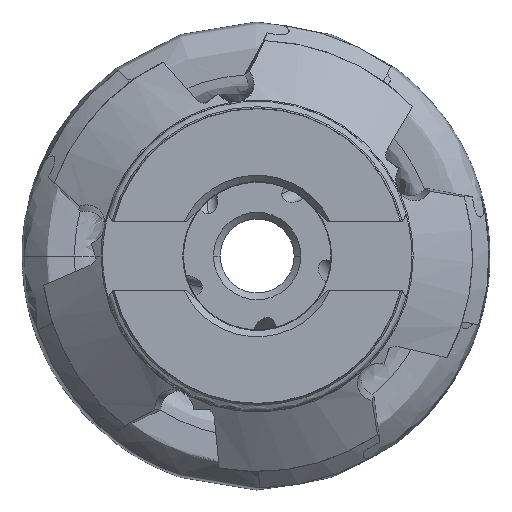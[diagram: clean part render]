
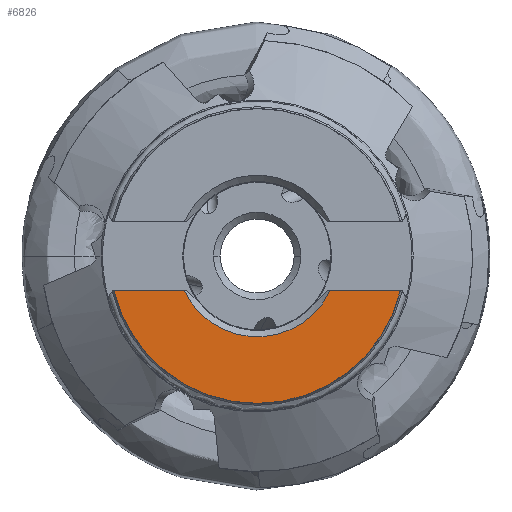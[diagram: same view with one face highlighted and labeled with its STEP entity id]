
A CAD part, left-side view. The second image highlights one B-rep face of the part: STEP entity #6826.
In plain terms, the highlighted planar face has unit normal (-1, 0, 0).
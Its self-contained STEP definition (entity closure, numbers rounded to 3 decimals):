
#470 = CARTESIAN_POINT ( 'NONE',  ( -39.1, -10.843, -5.2 ) ) ;
#624 = VERTEX_POINT ( 'NONE', #2405 ) ;
#737 = ORIENTED_EDGE ( 'NONE', *, *, #3519, .F. ) ;
#958 = VECTOR ( 'NONE', #4546, 1000. ) ;
#1269 = DIRECTION ( 'NONE',  ( -1., 0., 0. ) ) ;
#1546 = LINE ( 'NONE', #6285, #4147 ) ;
#1584 = CARTESIAN_POINT ( 'NONE',  ( -39.1, -55., -5.2 ) ) ;
#1593 = AXIS2_PLACEMENT_3D ( 'NONE', #4414, #11349, #5380 ) ;
#1595 = LINE ( 'NONE', #1584, #958 ) ;
#2405 = CARTESIAN_POINT ( 'NONE',  ( -39.1, -21.297, -5.2 ) ) ;
#2447 = CARTESIAN_POINT ( 'NONE',  ( -39.1, 21.297, -5.2 ) ) ;
#2965 = FACE_OUTER_BOUND ( 'NONE', #5672, .T. ) ;
#3519 = EDGE_CURVE ( 'NONE', #624, #10233, #9663, .T. ) ;
#4147 = VECTOR ( 'NONE', #12258, 1000. ) ;
#4414 = CARTESIAN_POINT ( 'NONE',  ( -39.1, 0., 0. ) ) ;
#4546 = DIRECTION ( 'NONE',  ( 0., 1., 0. ) ) ;
#5026 = ORIENTED_EDGE ( 'NONE', *, *, #10668, .T. ) ;
#5142 = VERTEX_POINT ( 'NONE', #470 ) ;
#5278 = DIRECTION ( 'NONE',  ( 0., -1., 0. ) ) ;
#5380 = DIRECTION ( 'NONE',  ( 0., -1., 0. ) ) ;
#5672 = EDGE_LOOP ( 'NONE', ( #5026, #5700, #7041, #737 ) ) ;
#5700 = ORIENTED_EDGE ( 'NONE', *, *, #6944, .T. ) ;
#6285 = CARTESIAN_POINT ( 'NONE',  ( -39.1, -55., -5.2 ) ) ;
#6437 = CARTESIAN_POINT ( 'NONE',  ( -39.1, 0., 0. ) ) ;
#6477 = DIRECTION ( 'NONE',  ( 1., 0., 0. ) ) ;
#6826 = ADVANCED_FACE ( 'NONE', ( #2965 ), #7140, .T. ) ;
#6944 = EDGE_CURVE ( 'NONE', #5142, #10967, #7264, .T. ) ;
#7041 = ORIENTED_EDGE ( 'NONE', *, *, #7890, .T. ) ;
#7140 = PLANE ( 'NONE',  #11771 ) ;
#7264 = CIRCLE ( 'NONE', #1593, 12.025 ) ;
#7890 = EDGE_CURVE ( 'NONE', #10967, #10233, #1546, .T. ) ;
#7938 = CARTESIAN_POINT ( 'NONE',  ( -39.1, 10.843, -5.2 ) ) ;
#8005 = AXIS2_PLACEMENT_3D ( 'NONE', #6437, #6477, #5278 ) ;
#8118 = DIRECTION ( 'NONE',  ( 0., -1., 0. ) ) ;
#9663 = CIRCLE ( 'NONE', #8005, 21.922 ) ;
#10153 = CARTESIAN_POINT ( 'NONE',  ( -39.1, 0., 0. ) ) ;
#10233 = VERTEX_POINT ( 'NONE', #2447 ) ;
#10668 = EDGE_CURVE ( 'NONE', #624, #5142, #1595, .T. ) ;
#10967 = VERTEX_POINT ( 'NONE', #7938 ) ;
#11349 = DIRECTION ( 'NONE',  ( 1., 0., 0. ) ) ;
#11771 = AXIS2_PLACEMENT_3D ( 'NONE', #10153, #1269, #8118 ) ;
#12258 = DIRECTION ( 'NONE',  ( 0., 1., 0. ) ) ;
